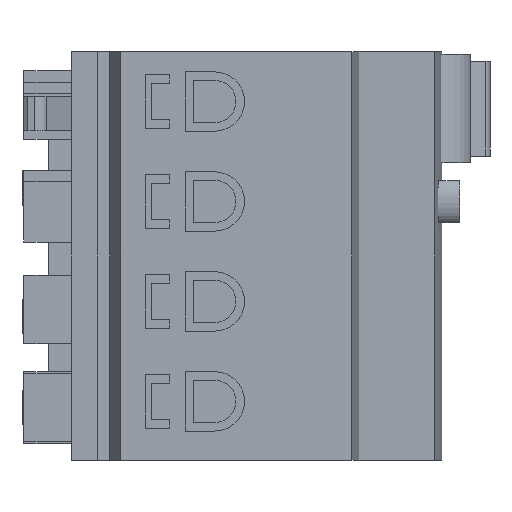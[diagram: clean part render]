
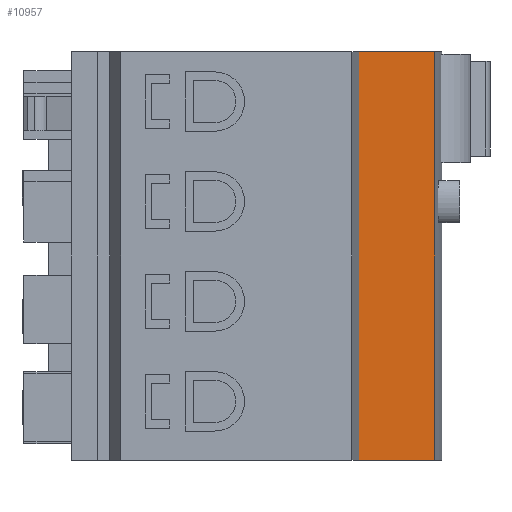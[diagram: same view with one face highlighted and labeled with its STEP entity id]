
A CAD part, front view. The second image highlights one B-rep face of the part: STEP entity #10957.
In plain terms, the highlighted planar face has unit normal (0, -1, 0).
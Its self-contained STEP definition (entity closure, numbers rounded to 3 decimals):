
#37 = CARTESIAN_POINT ( 'NONE',  ( 11.5, -22.5, -71.6 ) ) ;
#134 = VECTOR ( 'NONE', #7502, 1000. ) ;
#786 = VECTOR ( 'NONE', #7051, 1000. ) ;
#836 = CARTESIAN_POINT ( 'NONE',  ( 24.73, -22.5, 0. ) ) ;
#1091 = DIRECTION ( 'NONE',  ( 1., 0., 0. ) ) ;
#1202 = EDGE_LOOP ( 'NONE', ( #7696, #9200, #3998, #10454 ) ) ;
#1634 = VERTEX_POINT ( 'NONE', #836 ) ;
#1865 = DIRECTION ( 'NONE',  ( 1., 0., 0. ) ) ;
#3013 = EDGE_CURVE ( 'NONE', #3524, #3702, #11350, .T. ) ;
#3206 = LINE ( 'NONE', #10629, #786 ) ;
#3524 = VERTEX_POINT ( 'NONE', #7165 ) ;
#3656 = PLANE ( 'NONE',  #11202 ) ;
#3702 = VERTEX_POINT ( 'NONE', #10865 ) ;
#3767 = EDGE_CURVE ( 'NONE', #8489, #1634, #8098, .T. ) ;
#3990 = VECTOR ( 'NONE', #1091, 1000. ) ;
#3998 = ORIENTED_EDGE ( 'NONE', *, *, #3013, .T. ) ;
#4641 = EDGE_CURVE ( 'NONE', #3702, #1634, #3206, .T. ) ;
#5698 = CARTESIAN_POINT ( 'NONE',  ( 11.5, -22.5, 0. ) ) ;
#6451 = CARTESIAN_POINT ( 'NONE',  ( 11.5, -22.5, -71.6 ) ) ;
#7051 = DIRECTION ( 'NONE',  ( 0., 0., 1. ) ) ;
#7165 = CARTESIAN_POINT ( 'NONE',  ( 11.5, -22.5, -71.6 ) ) ;
#7502 = DIRECTION ( 'NONE',  ( 0., 0., 1. ) ) ;
#7507 = LINE ( 'NONE', #6451, #134 ) ;
#7696 = ORIENTED_EDGE ( 'NONE', *, *, #3767, .F. ) ;
#8089 = CARTESIAN_POINT ( 'NONE',  ( 11.5, -22.5, -71.6 ) ) ;
#8098 = LINE ( 'NONE', #9341, #3990 ) ;
#8204 = DIRECTION ( 'NONE',  ( 0., 0., -1. ) ) ;
#8392 = VECTOR ( 'NONE', #1865, 1000. ) ;
#8489 = VERTEX_POINT ( 'NONE', #5698 ) ;
#8548 = EDGE_CURVE ( 'NONE', #3524, #8489, #7507, .T. ) ;
#9200 = ORIENTED_EDGE ( 'NONE', *, *, #8548, .F. ) ;
#9341 = CARTESIAN_POINT ( 'NONE',  ( 11.5, -22.5, 0. ) ) ;
#10297 = FACE_OUTER_BOUND ( 'NONE', #1202, .T. ) ;
#10454 = ORIENTED_EDGE ( 'NONE', *, *, #4641, .T. ) ;
#10629 = CARTESIAN_POINT ( 'NONE',  ( 24.73, -22.5, -71.6 ) ) ;
#10865 = CARTESIAN_POINT ( 'NONE',  ( 24.73, -22.5, -71.6 ) ) ;
#10915 = DIRECTION ( 'NONE',  ( 0., -1., 0. ) ) ;
#10957 = ADVANCED_FACE ( 'NONE', ( #10297 ), #3656, .T. ) ;
#11202 = AXIS2_PLACEMENT_3D ( 'NONE', #37, #10915, #8204 ) ;
#11350 = LINE ( 'NONE', #8089, #8392 ) ;
